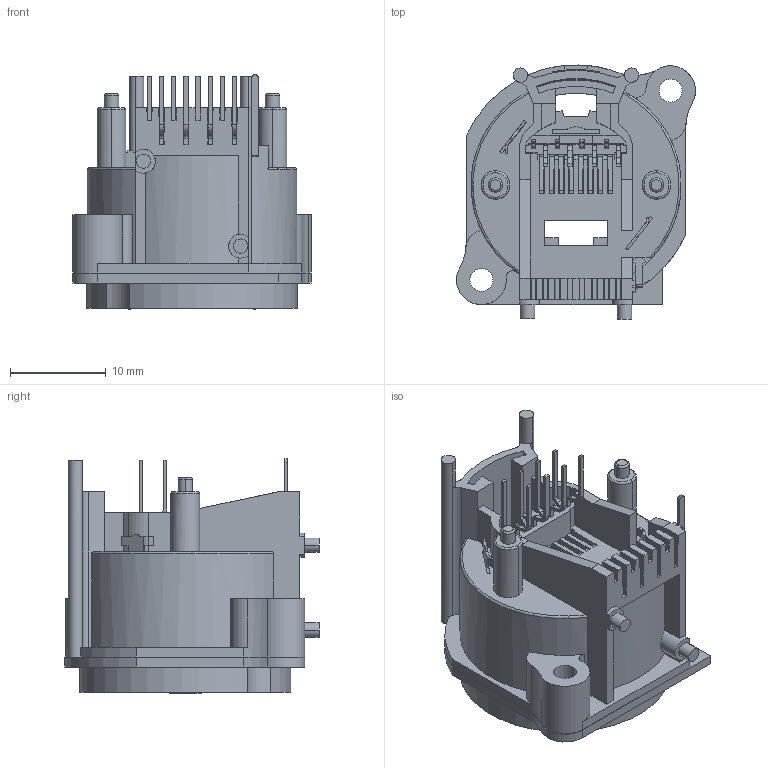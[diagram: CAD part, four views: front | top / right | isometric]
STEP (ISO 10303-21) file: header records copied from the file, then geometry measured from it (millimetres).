
FILE_DESCRIPTION((''),'2;1');
FILE_NAME('FRJ45233','2025-09-04T09:50:54',('gongchengVV'),(''),'CREO PARAMETRIC BY PTC INC, 2020033','CREO PARAMETRIC BY PTC INC, 2020033','');
FILE_SCHEMA(('CONFIG_CONTROL_DESIGN'));
Length unit declared in the file: millimetre
Products named in the file (1): FRJ45233
Bounding box: 25 x 26.6 x 24.54 mm (x, y, z)
Volume: 55.7 mm3; surface area: 7687.9 mm2
Topology: 18 solids, 19 shells, 988 faces, 2838 edges, 1894 vertices
Faces by surface type: plane 765, cylinder 193, cone 15, torus 13, bspline 2
Entity records: 32507 total; most frequent: CARTESIAN_POINT 6294, ORIENTED_EDGE 5672, DIRECTION 5220, EDGE_CURVE 2838, VECTOR 2058, LINE 2058, VERTEX_POINT 1894, AXIS2_PLACEMENT_3D 1581
